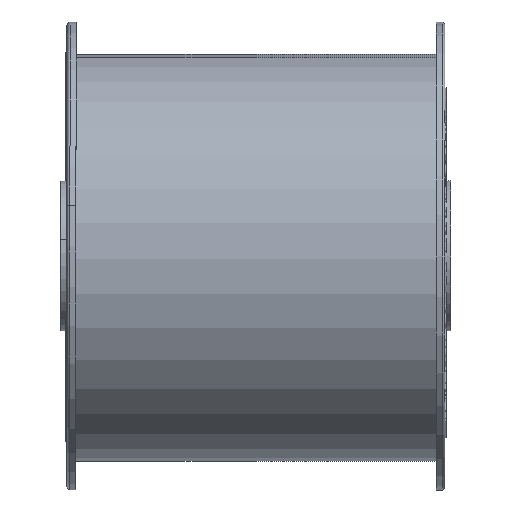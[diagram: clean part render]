
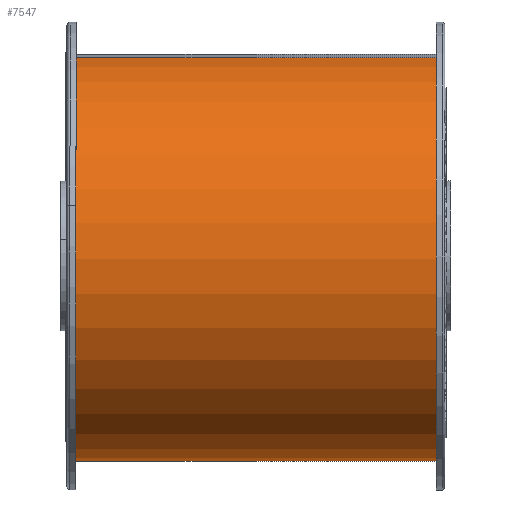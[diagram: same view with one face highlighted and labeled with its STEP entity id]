
A CAD part, left-side view. The second image highlights one B-rep face of the part: STEP entity #7547.
In plain terms, the highlighted cylindrical face has radius 33.899 mm (diameter 67.798 mm), a partial arc.
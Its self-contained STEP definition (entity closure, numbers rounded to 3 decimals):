
#466 = CARTESIAN_POINT ( 'NONE',  ( -34.199, 60., 0. ) ) ;
#475 = AXIS2_PLACEMENT_3D ( 'NONE', #6187, #18478, #22479 ) ;
#670 = EDGE_CURVE ( 'NONE', #14371, #2592, #19605, .T. ) ;
#1658 = CARTESIAN_POINT ( 'NONE',  ( -34.199, 60., 0. ) ) ;
#1900 = CYLINDRICAL_SURFACE ( 'NONE', #4038, 33.899 ) ;
#2018 = DIRECTION ( 'NONE',  ( 0., 0., -1. ) ) ;
#2245 = CARTESIAN_POINT ( 'NONE',  ( -0.3, 60., 0. ) ) ;
#2592 = VERTEX_POINT ( 'NONE', #20090 ) ;
#3725 = EDGE_CURVE ( 'NONE', #8355, #11376, #3767, .T. ) ;
#3744 = CARTESIAN_POINT ( 'NONE',  ( 33.599, 60., 0. ) ) ;
#3767 = LINE ( 'NONE', #1658, #18726 ) ;
#3884 = FACE_OUTER_BOUND ( 'NONE', #15700, .T. ) ;
#4038 = AXIS2_PLACEMENT_3D ( 'NONE', #2245, #7348, #2018 ) ;
#6187 = CARTESIAN_POINT ( 'NONE',  ( -0.3, 0., 0. ) ) ;
#6401 = CARTESIAN_POINT ( 'NONE',  ( -34.199, 0., 0. ) ) ;
#6907 = VECTOR ( 'NONE', #10794, 1000. ) ;
#7106 = DIRECTION ( 'NONE',  ( 0., -1., 0. ) ) ;
#7348 = DIRECTION ( 'NONE',  ( 0., -1., 0. ) ) ;
#7547 = ADVANCED_FACE ( 'NONE', ( #3884 ), #1900, .T. ) ;
#8355 = VERTEX_POINT ( 'NONE', #466 ) ;
#8509 = ORIENTED_EDGE ( 'NONE', *, *, #670, .F. ) ;
#10072 = DIRECTION ( 'NONE',  ( 1., 0., 0. ) ) ;
#10184 = DIRECTION ( 'NONE',  ( 0., -1., 0. ) ) ;
#10794 = DIRECTION ( 'NONE',  ( 0., -1., 0. ) ) ;
#11376 = VERTEX_POINT ( 'NONE', #6401 ) ;
#11487 = ORIENTED_EDGE ( 'NONE', *, *, #12720, .F. ) ;
#12720 = EDGE_CURVE ( 'NONE', #2592, #11376, #13757, .T. ) ;
#13757 = CIRCLE ( 'NONE', #475, 33.899 ) ;
#14371 = VERTEX_POINT ( 'NONE', #20467 ) ;
#15231 = CIRCLE ( 'NONE', #22617, 33.899 ) ;
#15284 = EDGE_CURVE ( 'NONE', #14371, #8355, #15231, .T. ) ;
#15700 = EDGE_LOOP ( 'NONE', ( #11487, #8509, #16968, #18113 ) ) ;
#16968 = ORIENTED_EDGE ( 'NONE', *, *, #15284, .T. ) ;
#18113 = ORIENTED_EDGE ( 'NONE', *, *, #3725, .T. ) ;
#18478 = DIRECTION ( 'NONE',  ( 0., -1., 0. ) ) ;
#18726 = VECTOR ( 'NONE', #7106, 1000. ) ;
#19605 = LINE ( 'NONE', #3744, #6907 ) ;
#20090 = CARTESIAN_POINT ( 'NONE',  ( 33.599, 0., 0. ) ) ;
#20467 = CARTESIAN_POINT ( 'NONE',  ( 33.599, 60., 0. ) ) ;
#22352 = CARTESIAN_POINT ( 'NONE',  ( -0.3, 60., 0. ) ) ;
#22479 = DIRECTION ( 'NONE',  ( 1., 0., 0. ) ) ;
#22617 = AXIS2_PLACEMENT_3D ( 'NONE', #22352, #10184, #10072 ) ;
